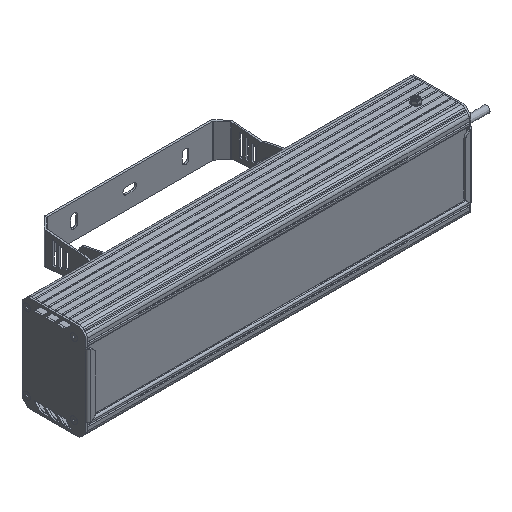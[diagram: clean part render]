
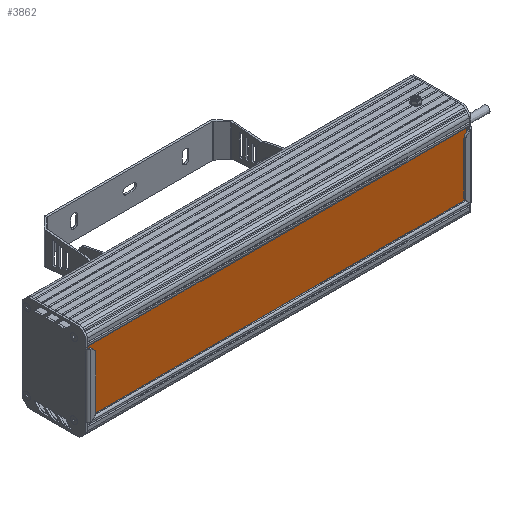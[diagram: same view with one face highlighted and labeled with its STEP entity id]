
A CAD part, isometric view. The second image highlights one B-rep face of the part: STEP entity #3862.
In plain terms, the highlighted face is planar.
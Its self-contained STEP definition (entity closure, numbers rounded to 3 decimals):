
#3862=ADVANCED_FACE('',(#10466),#10468,.T.);
#10466=FACE_BOUND('',#10467,.T.);
#10467=EDGE_LOOP('',(#35867,#35868,#35869,#35870));
#10468=PLANE('',#10469);
#10469=AXIS2_PLACEMENT_3D('',#10470,#10471,#10472);
#10470=CARTESIAN_POINT('',(120.465,593.492,117.308));
#10471=DIRECTION('',(0.,0.,-1.));
#10472=DIRECTION('',(0.,1.,0.));
#35867=ORIENTED_EDGE('',*,*,#41748,.T.);
#35868=ORIENTED_EDGE('',*,*,#41747,.T.);
#35869=ORIENTED_EDGE('',*,*,#41749,.F.);
#35870=ORIENTED_EDGE('',*,*,#41750,.F.);
#41747=EDGE_CURVE('',#45754,#45759,#45761,.T.);
#41748=EDGE_CURVE('',#45762,#45754,#45763,.T.);
#41749=EDGE_CURVE('',#45764,#45759,#45765,.T.);
#41750=EDGE_CURVE('',#45762,#45764,#45766,.T.);
#45754=VERTEX_POINT('',#57281);
#45759=VERTEX_POINT('',#57290);
#45761=LINE('',#57294,#57295);
#45762=VERTEX_POINT('',#57297);
#45763=LINE('',#57298,#57299);
#45764=VERTEX_POINT('',#57301);
#45765=LINE('',#57302,#57303);
#45766=LINE('',#57305,#57306);
#57281=CARTESIAN_POINT('',(120.465,679.838,117.308));
#57290=CARTESIAN_POINT('',(566.465,679.838,117.308));
#57294=CARTESIAN_POINT('',(120.465,679.838,117.308));
#57295=VECTOR('',#57296,1.);
#57296=DIRECTION('',(1.,0.,0.));
#57297=CARTESIAN_POINT('',(120.465,593.492,117.308));
#57298=CARTESIAN_POINT('',(120.465,593.492,117.308));
#57299=VECTOR('',#57300,1.);
#57300=DIRECTION('',(0.,1.,0.));
#57301=CARTESIAN_POINT('',(566.465,593.492,117.308));
#57302=CARTESIAN_POINT('',(566.465,593.492,117.308));
#57303=VECTOR('',#57304,1.);
#57304=DIRECTION('',(0.,1.,0.));
#57305=CARTESIAN_POINT('',(120.465,593.492,117.308));
#57306=VECTOR('',#57307,1.);
#57307=DIRECTION('',(1.,0.,0.));
